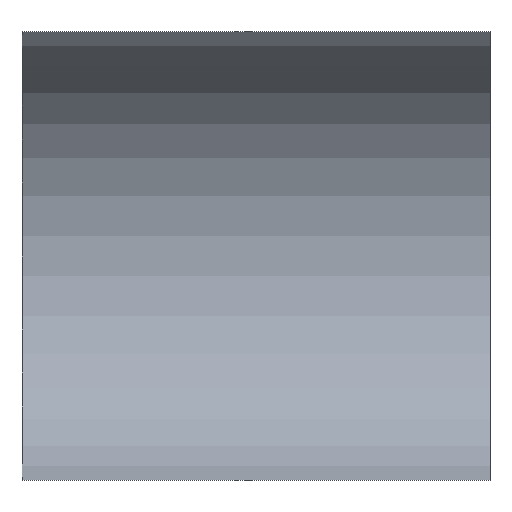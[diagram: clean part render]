
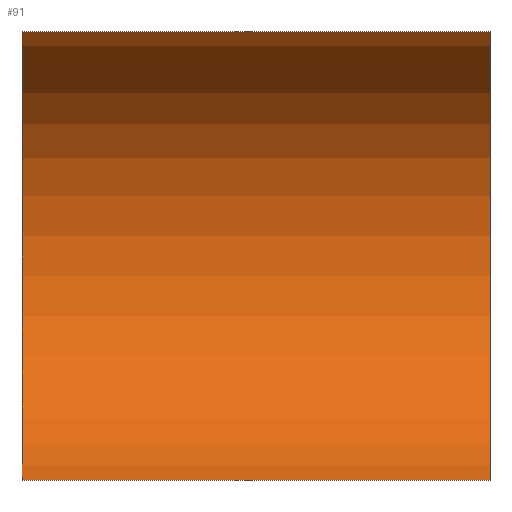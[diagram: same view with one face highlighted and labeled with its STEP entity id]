
A CAD part, left-side view. The second image highlights one B-rep face of the part: STEP entity #91.
In plain terms, the highlighted cylindrical face has radius 26.4 mm (diameter 52.8 mm), a partial arc.
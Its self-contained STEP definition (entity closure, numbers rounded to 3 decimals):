
#2 = CARTESIAN_POINT ( 'NONE',  ( -28.4, 0., 25.4 ) ) ;
#4 = AXIS2_PLACEMENT_3D ( 'NONE', #26, #95, #9 ) ;
#7 = LINE ( 'NONE', #112, #59 ) ;
#9 = DIRECTION ( 'NONE',  ( 0., 0., -1. ) ) ;
#10 = CYLINDRICAL_SURFACE ( 'NONE', #4, 26.4 ) ;
#16 = CIRCLE ( 'NONE', #71, 26.4 ) ;
#18 = CARTESIAN_POINT ( 'NONE',  ( -21.203, 0., 50.8 ) ) ;
#26 = CARTESIAN_POINT ( 'NONE',  ( -28.4, 53., 25.4 ) ) ;
#34 = DIRECTION ( 'NONE',  ( 0., -1., 0. ) ) ;
#37 = VERTEX_POINT ( 'NONE', #79 ) ;
#41 = EDGE_LOOP ( 'NONE', ( #50, #153, #88, #63 ) ) ;
#50 = ORIENTED_EDGE ( 'NONE', *, *, #149, .T. ) ;
#53 = VECTOR ( 'NONE', #111, 1000. ) ;
#58 = VERTEX_POINT ( 'NONE', #200 ) ;
#59 = VECTOR ( 'NONE', #155, 1000. ) ;
#62 = AXIS2_PLACEMENT_3D ( 'NONE', #164, #34, #148 ) ;
#63 = ORIENTED_EDGE ( 'NONE', *, *, #74, .T. ) ;
#71 = AXIS2_PLACEMENT_3D ( 'NONE', #2, #116, #193 ) ;
#74 = EDGE_CURVE ( 'NONE', #58, #75, #7, .T. ) ;
#75 = VERTEX_POINT ( 'NONE', #143 ) ;
#79 = CARTESIAN_POINT ( 'NONE',  ( -21.203, 53., 50.8 ) ) ;
#86 = EDGE_CURVE ( 'NONE', #37, #190, #105, .T. ) ;
#88 = ORIENTED_EDGE ( 'NONE', *, *, #139, .F. ) ;
#91 = ADVANCED_FACE ( 'NONE', ( #196 ), #10, .F. ) ;
#95 = DIRECTION ( 'NONE',  ( 0., -1., 0. ) ) ;
#105 = LINE ( 'NONE', #124, #53 ) ;
#111 = DIRECTION ( 'NONE',  ( 0., -1., 0. ) ) ;
#112 = CARTESIAN_POINT ( 'NONE',  ( -21.203, 53., 0. ) ) ;
#116 = DIRECTION ( 'NONE',  ( 0., -1., 0. ) ) ;
#124 = CARTESIAN_POINT ( 'NONE',  ( -21.203, 53., 50.8 ) ) ;
#139 = EDGE_CURVE ( 'NONE', #58, #37, #142, .T. ) ;
#142 = CIRCLE ( 'NONE', #62, 26.4 ) ;
#143 = CARTESIAN_POINT ( 'NONE',  ( -21.203, 0., 0. ) ) ;
#148 = DIRECTION ( 'NONE',  ( 0., 0., 1. ) ) ;
#149 = EDGE_CURVE ( 'NONE', #75, #190, #16, .T. ) ;
#153 = ORIENTED_EDGE ( 'NONE', *, *, #86, .F. ) ;
#155 = DIRECTION ( 'NONE',  ( 0., -1., 0. ) ) ;
#164 = CARTESIAN_POINT ( 'NONE',  ( -28.4, 53., 25.4 ) ) ;
#190 = VERTEX_POINT ( 'NONE', #18 ) ;
#193 = DIRECTION ( 'NONE',  ( 0., 0., 1. ) ) ;
#196 = FACE_OUTER_BOUND ( 'NONE', #41, .T. ) ;
#200 = CARTESIAN_POINT ( 'NONE',  ( -21.203, 53., 0. ) ) ;
